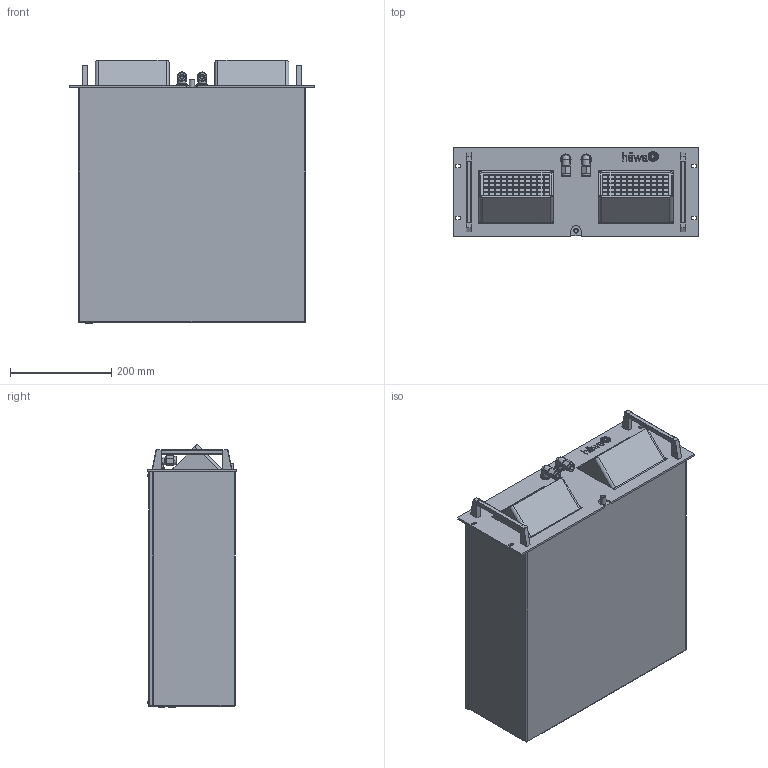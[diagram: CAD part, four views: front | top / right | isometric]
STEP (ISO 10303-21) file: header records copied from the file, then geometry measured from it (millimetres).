
FILE_DESCRIPTION (( 'STEP AP214' ), '1' );
FILE_NAME ('3117-2800-23-07.STEP', '2018-04-25T09:58:14', ( '' ), ( '' ), 'SwSTEP 2.0', 'SolidWorks 2017', '' );
FILE_SCHEMA (( 'AUTOMOTIVE_DESIGN' ));
Length unit declared in the file: millimetre
Products named in the file (9): W0085405~0; W0158812~0; W0157873~0; W0085425~0; W0158814~0; 3117-2800-23-07; W0157950~0; 8000-7981-03-09; W0159021~0
Assembly tree (20 placements, depth 2):
  3117-2800-23-07
    W0158812~0
    W0158814~0  x2
    W0085405~0  x4
    W0085425~0  x2
    W0157873~0  x2
    W0157950~0  x2
    W0159021~0
    8000-7981-03-09  x6
Bounding box: 483 x 177 x 518.5 mm (x, y, z)
Volume: 34060035.9 mm3; surface area: 1448902.2 mm2
Topology: 20 solids, 20 shells, 1717 faces, 4385 edges, 2834 vertices
Faces by surface type: plane 1010, cylinder 559, cone 70, sphere 40, bspline 30, torus 8
Entity records: 38107 total; most frequent: CARTESIAN_POINT 8839, DIRECTION 5447, ORIENTED_EDGE 5364, EDGE_CURVE 2682, AXIS2_PLACEMENT_3D 1923, VERTEX_POINT 1757, VECTOR 1601, LINE 1601
